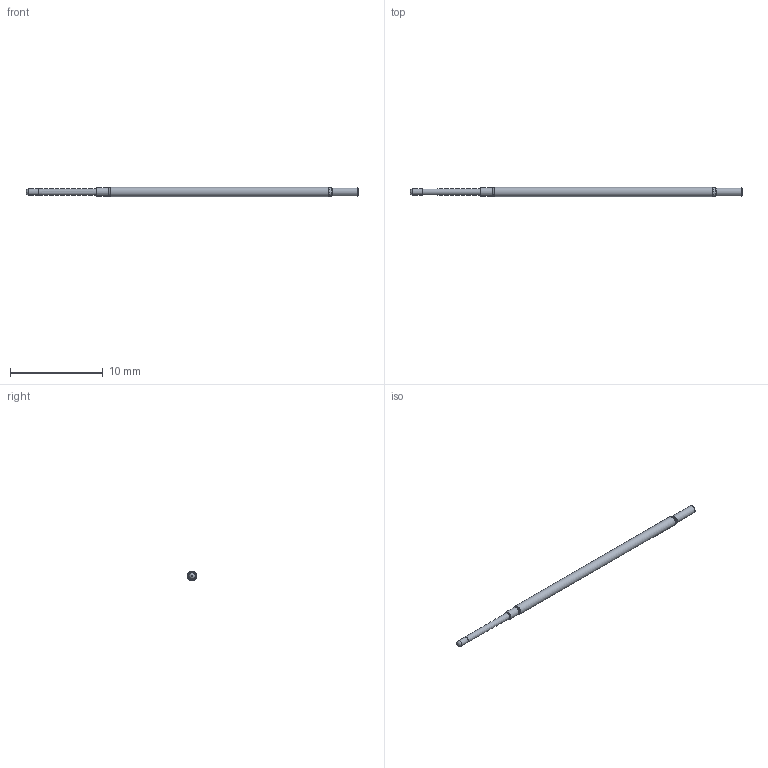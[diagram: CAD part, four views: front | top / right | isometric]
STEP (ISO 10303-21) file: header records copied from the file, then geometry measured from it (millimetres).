
FILE_DESCRIPTION (( 'STEP AP214' ), '1' );
FILE_NAME ('X50-2540.STEP', '2020-04-08T19:51:08', ( '' ), ( '' ), 'SwSTEP 2.0', 'SolidWorks 2019', '' );
FILE_SCHEMA (( 'AUTOMOTIVE_DESIGN' ));
Length unit declared in the file: inch
Products named in the file (1): X50-2540
Bounding box: 35.81 x 1.02 x 1.02 mm (x, y, z)
Volume: 24.7 mm3; surface area: 105.1 mm2
Topology: 1 solids, 1 shells, 16 faces, 29 edges, 16 vertices
Faces by surface type: torus 5, cylinder 4, cone 4, plane 3
Full cylindrical faces by diameter (mm): 0.647 x1, 0.856 x1, 0.894 x1, 1.021 x1
Entity records: 562 total; most frequent: DIRECTION 64, CARTESIAN_POINT 47, AXIS2_PLACEMENT_3D 32, ORIENTED_EDGE 30, EDGE_LOOP 30, FACE_OUTER_BOUND 25, LENGTH_MEASURE_WITH_UNIT 19, DIMENSIONAL_EXPONENTS 19
